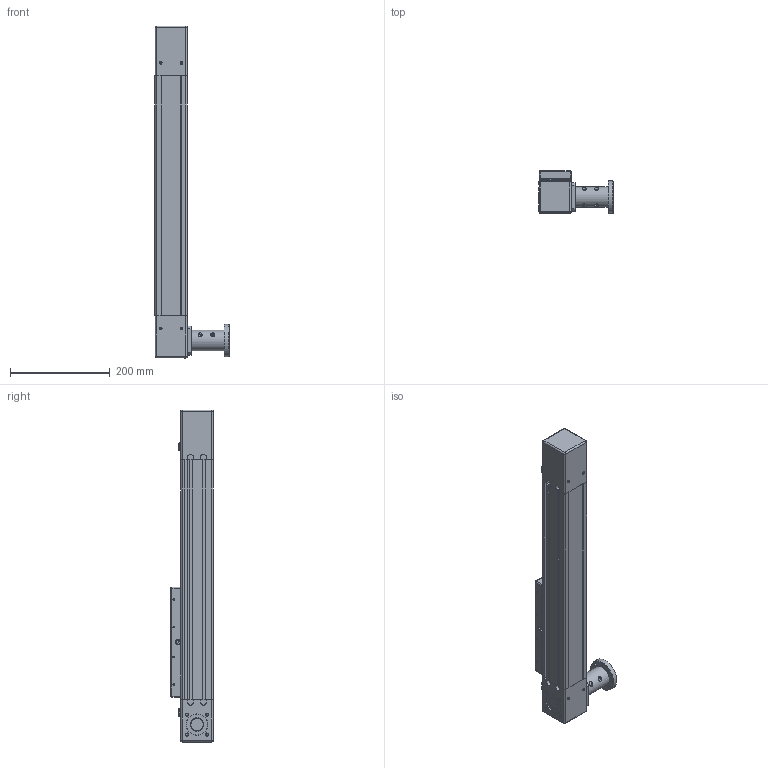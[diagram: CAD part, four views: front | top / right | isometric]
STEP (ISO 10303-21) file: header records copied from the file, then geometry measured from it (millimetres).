
FILE_DESCRIPTION((''),'2;1');
FILE_NAME('MTJ 65 250 L 1 L 1 + VK PLE60.stp','2012-05-11T12:28:03',('MFrelih'),(''),'Autodesk Inventor 2012','Autodesk Inventor 2012','');
FILE_SCHEMA(('AUTOMOTIVE_DESIGN { 1 0 10303 214 1 1 1 1 }'));
Length unit declared in the file: millimetre
Products named in the file (1): MTJ 65 250 L 1 L 1 + VK PLE60
Bounding box: 148.5 x 85 x 665 mm (x, y, z)
Volume: 2899893.9 mm3; surface area: 326033.2 mm2
Topology: 1 solids, 7 shells, 895 faces, 2293 edges, 1438 vertices
Faces by surface type: plane 499, cylinder 287, cone 81, sphere 12, torus 10, bspline 6
Full cylindrical faces by diameter (mm): 1 x1, 2.5 x6, 3 x4, 3.242 x8, 4.134 x4, 4.917 x18, 5 x4, 5.2 x2, 5.5 x8, 6 x2, 6.5 x4, 7 x6, 8 x5, 10 x4, 13.5 x1, 16 x1, 25 x2, 26 x2, 27.86 x1, 30 x1, 35 x1, 40 x1, 41 x1, 42 x3, 42.9 x2, 65 x1
Entity records: 27040 total; most frequent: CARTESIAN_POINT 5275, DIRECTION 4545, ORIENTED_EDGE 4090, EDGE_CURVE 2045, AXIS2_PLACEMENT_3D 1681, VERTEX_POINT 1362, VECTOR 1183, LINE 1183
